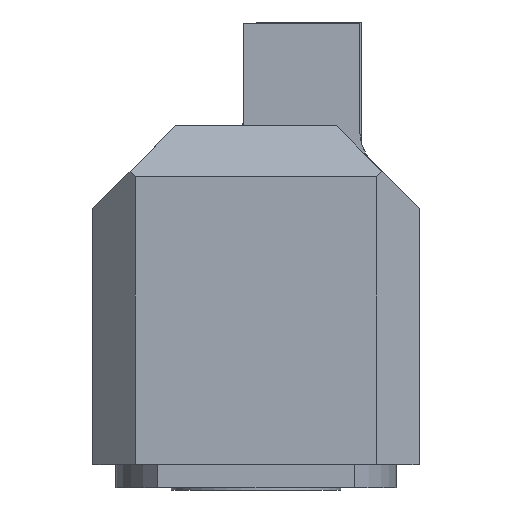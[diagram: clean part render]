
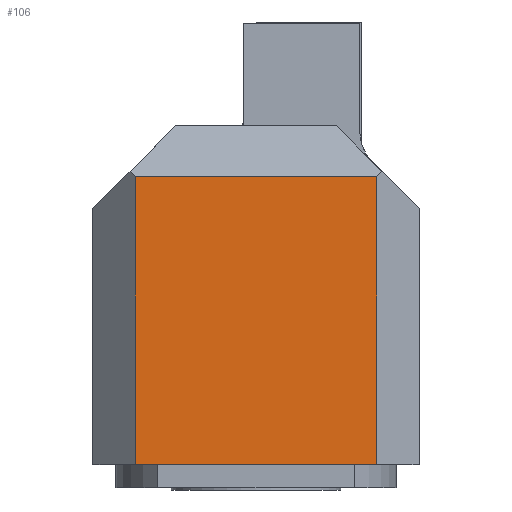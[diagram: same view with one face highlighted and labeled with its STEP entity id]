
A CAD part, left-side view. The second image highlights one B-rep face of the part: STEP entity #106.
In plain terms, the highlighted planar face has unit normal (-1, 0, 0).
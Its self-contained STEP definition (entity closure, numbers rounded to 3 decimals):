
#67=FACE_OUTER_BOUND('',#228,.T.);
#106=ADVANCED_FACE('',(#67),#149,.F.);
#149=PLANE('',#879);
#228=EDGE_LOOP('',(#389,#390,#391,#392));
#389=ORIENTED_EDGE('',*,*,#625,.T.);
#390=ORIENTED_EDGE('',*,*,#626,.T.);
#391=ORIENTED_EDGE('',*,*,#627,.T.);
#392=ORIENTED_EDGE('',*,*,#551,.F.);
#476=VERTEX_POINT('',#1158);
#477=VERTEX_POINT('',#1159);
#528=VERTEX_POINT('',#1307);
#529=VERTEX_POINT('',#1309);
#551=EDGE_CURVE('',#476,#477,#661,.T.);
#625=EDGE_CURVE('',#476,#528,#726,.T.);
#626=EDGE_CURVE('',#528,#529,#727,.T.);
#627=EDGE_CURVE('',#529,#477,#728,.T.);
#661=LINE('',#1157,#743);
#726=LINE('',#1306,#808);
#727=LINE('',#1308,#809);
#728=LINE('',#1310,#810);
#743=VECTOR('',#927,1.);
#808=VECTOR('',#1056,1.);
#809=VECTOR('',#1057,1.);
#810=VECTOR('',#1058,1.);
#879=AXIS2_PLACEMENT_3D('',#1311,#1059,#1060);
#927=DIRECTION('',(0.,1.,0.));
#1056=DIRECTION('',(0.,0.,1.));
#1057=DIRECTION('',(0.,1.,0.));
#1058=DIRECTION('',(0.,0.,-1.));
#1059=DIRECTION('',(1.,0.,0.));
#1060=DIRECTION('',(0.,0.,-1.));
#1157=CARTESIAN_POINT('',(-83.,25.,-104.5));
#1158=CARTESIAN_POINT('',(-83.,-3.5,-104.5));
#1159=CARTESIAN_POINT('',(-83.,53.5,-104.5));
#1306=CARTESIAN_POINT('',(-83.,-3.5,-24.5));
#1307=CARTESIAN_POINT('',(-83.,-3.5,-36.5));
#1308=CARTESIAN_POINT('',(-83.,63.5,-36.5));
#1309=CARTESIAN_POINT('',(-83.,53.5,-36.5));
#1310=CARTESIAN_POINT('',(-83.,53.5,-104.5));
#1311=CARTESIAN_POINT('',(-83.,63.5,-24.5));
